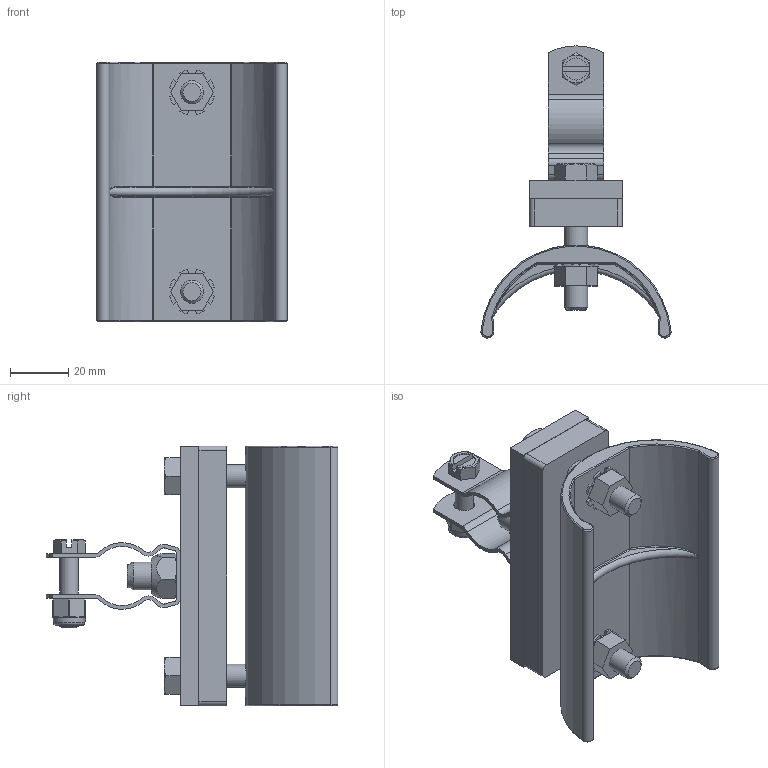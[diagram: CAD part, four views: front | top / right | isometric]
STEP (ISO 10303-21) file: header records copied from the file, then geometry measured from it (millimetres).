
FILE_DESCRIPTION((''),'2;1');
FILE_NAME('26220.stp','2009-10-15T07:32:14',('jholman'),(''),'Autodesk Inventor 2009','Autodesk Inventor 2009','');
FILE_SCHEMA(('AUTOMOTIVE_DESIGN { 1 0 10303 214 1 1 1 1 }'));
Length unit declared in the file: inch
Products named in the file (12): 3D11RCD4C; 3D113NB4B; 3D114NB4B; 3D11OCD4B; Hex Bolt - UNC (Regular Thread - Inch) 5/16-18 UNC - 1.75; 3D11T3B4A; External Tooth Lock Washer - Type A (Inch) 5/16 . Carbon Steel; Hexagon Socket Flat Countersunk Head Cap Screw - Inch 3/8-16 UNC x 0.875; 3D11UCD4A; Prevailing Torque Type Hex Nut - Inch (IFI) 3/8 - 16 Top Insert Type; Slotted Indented Regular Hex Head Machine Screw - Inch 1/4-20 UNC - 1.5; 3D11Q9B4A
Assembly tree (14 placements, depth 2):
  3D11RCD4C
    3D113NB4B
    3D114NB4B
    3D11OCD4B
    Hex Bolt - UNC (Regular Thread - Inch) 5/16-18 UNC - 1.75  x2
    3D11T3B4A  x2
    External Tooth Lock Washer - Type A (Inch) 5/16 . Carbon Steel  x2
    Hexagon Socket Flat Countersunk Head Cap Screw - Inch 3/8-16 UNC x 0.875
    3D11UCD4A
    Prevailing Torque Type Hex Nut - Inch (IFI) 3/8 - 16 Top Insert Type
    Slotted Indented Regular Hex Head Machine Screw - Inch 1/4-20 UNC - 1.5
    3D11Q9B4A
Bounding box: 65.08 x 100.01 x 88.9 mm (x, y, z)
Volume: 89202.2 mm3; surface area: 46938.4 mm2
Topology: 14 solids, 14 shells, 449 faces, 1136 edges, 702 vertices
Faces by surface type: plane 163, cylinder 150, bspline 82, cone 34, torus 20
Full cylindrical faces by diameter (mm): 6.35 x1, 7.938 x2, 8.128 x2, 9.525 x1, 10.319 x2, 12.7 x2, 18.288 x1
Entity records: 13394 total; most frequent: CARTESIAN_POINT 4803, DIRECTION 1728, ORIENTED_EDGE 1710, EDGE_CURVE 855, AXIS2_PLACEMENT_3D 695, VERTEX_POINT 545, EDGE_LOOP 424, CIRCLE 387
